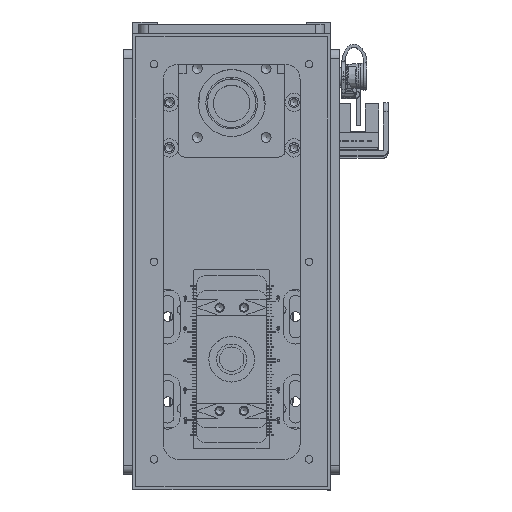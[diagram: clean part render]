
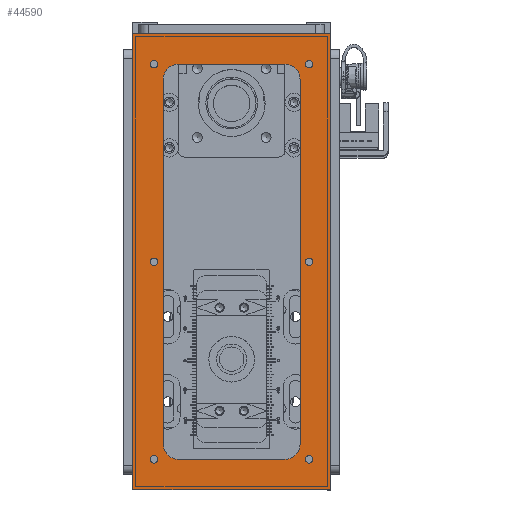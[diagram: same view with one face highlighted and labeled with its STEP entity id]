
A CAD part, top view. The second image highlights one B-rep face of the part: STEP entity #44590.
In plain terms, the highlighted planar face has unit normal (0, 0, 1).
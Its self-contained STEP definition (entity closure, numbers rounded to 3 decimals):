
#1489=FACE_BOUND('',#8566,.T.);
#1490=FACE_BOUND('',#8567,.T.);
#1491=FACE_BOUND('',#8568,.T.);
#1492=FACE_BOUND('',#8569,.T.);
#1493=FACE_BOUND('',#8570,.T.);
#1494=FACE_BOUND('',#8571,.T.);
#1495=FACE_BOUND('',#8572,.T.);
#3046=PLANE('',#48463);
#5851=FACE_OUTER_BOUND('',#8565,.T.);
#8565=EDGE_LOOP('',(#42091,#42092,#42093,#42094));
#8566=EDGE_LOOP('',(#42095));
#8567=EDGE_LOOP('',(#42096));
#8568=EDGE_LOOP('',(#42097));
#8569=EDGE_LOOP('',(#42098));
#8570=EDGE_LOOP('',(#42099));
#8571=EDGE_LOOP('',(#42100));
#8572=EDGE_LOOP('',(#42101,#42102,#42103,#42104,#42105,#42106,#42107,#42108));
#13242=LINE('',#74693,#18039);
#13248=LINE('',#74708,#18045);
#13252=LINE('',#74720,#18049);
#13255=LINE('',#74729,#18052);
#13364=LINE('',#75094,#18161);
#13368=LINE('',#75102,#18165);
#13371=LINE('',#75108,#18168);
#13374=LINE('',#75113,#18171);
#18039=VECTOR('',#59842,10.);
#18045=VECTOR('',#59856,10.);
#18049=VECTOR('',#59868,10.);
#18052=VECTOR('',#59879,10.);
#18161=VECTOR('',#60256,10.);
#18165=VECTOR('',#60262,10.);
#18168=VECTOR('',#60267,10.);
#18171=VECTOR('',#60272,10.);
#19298=CIRCLE('',#48310,5.);
#19300=CIRCLE('',#48314,5.);
#19302=CIRCLE('',#48318,5.);
#19304=CIRCLE('',#48322,5.);
#19318=CIRCLE('',#48344,1.23);
#19320=CIRCLE('',#48347,1.23);
#19322=CIRCLE('',#48350,1.23);
#19324=CIRCLE('',#48353,1.23);
#19326=CIRCLE('',#48356,1.23);
#19328=CIRCLE('',#48359,1.23);
#23355=VERTEX_POINT('',#74683);
#23356=VERTEX_POINT('',#74684);
#23359=VERTEX_POINT('',#74692);
#23361=VERTEX_POINT('',#74698);
#23362=VERTEX_POINT('',#74699);
#23365=VERTEX_POINT('',#74710);
#23366=VERTEX_POINT('',#74711);
#23369=VERTEX_POINT('',#74722);
#23383=VERTEX_POINT('',#74767);
#23385=VERTEX_POINT('',#74773);
#23387=VERTEX_POINT('',#74779);
#23389=VERTEX_POINT('',#74785);
#23391=VERTEX_POINT('',#74791);
#23393=VERTEX_POINT('',#74797);
#23491=VERTEX_POINT('',#75092);
#23492=VERTEX_POINT('',#75093);
#23495=VERTEX_POINT('',#75101);
#23497=VERTEX_POINT('',#75107);
#29491=EDGE_CURVE('',#23355,#23356,#19298,.T.);
#29495=EDGE_CURVE('',#23359,#23356,#13242,.T.);
#29498=EDGE_CURVE('',#23361,#23362,#19300,.T.);
#29503=EDGE_CURVE('',#23355,#23362,#13248,.T.);
#29504=EDGE_CURVE('',#23365,#23366,#19302,.T.);
#29509=EDGE_CURVE('',#23361,#23366,#13252,.T.);
#29510=EDGE_CURVE('',#23359,#23369,#19304,.T.);
#29514=EDGE_CURVE('',#23365,#23369,#13255,.T.);
#29533=EDGE_CURVE('',#23383,#23383,#19318,.T.);
#29536=EDGE_CURVE('',#23385,#23385,#19320,.T.);
#29539=EDGE_CURVE('',#23387,#23387,#19322,.T.);
#29542=EDGE_CURVE('',#23389,#23389,#19324,.T.);
#29545=EDGE_CURVE('',#23391,#23391,#19326,.T.);
#29548=EDGE_CURVE('',#23393,#23393,#19328,.T.);
#29695=EDGE_CURVE('',#23491,#23492,#13364,.T.);
#29699=EDGE_CURVE('',#23495,#23491,#13368,.T.);
#29702=EDGE_CURVE('',#23497,#23495,#13371,.T.);
#29705=EDGE_CURVE('',#23492,#23497,#13374,.T.);
#42091=ORIENTED_EDGE('',*,*,#29705,.F.);
#42092=ORIENTED_EDGE('',*,*,#29695,.F.);
#42093=ORIENTED_EDGE('',*,*,#29699,.F.);
#42094=ORIENTED_EDGE('',*,*,#29702,.F.);
#42095=ORIENTED_EDGE('',*,*,#29533,.T.);
#42096=ORIENTED_EDGE('',*,*,#29536,.T.);
#42097=ORIENTED_EDGE('',*,*,#29539,.T.);
#42098=ORIENTED_EDGE('',*,*,#29542,.T.);
#42099=ORIENTED_EDGE('',*,*,#29545,.T.);
#42100=ORIENTED_EDGE('',*,*,#29548,.T.);
#42101=ORIENTED_EDGE('',*,*,#29495,.T.);
#42102=ORIENTED_EDGE('',*,*,#29491,.F.);
#42103=ORIENTED_EDGE('',*,*,#29503,.T.);
#42104=ORIENTED_EDGE('',*,*,#29498,.F.);
#42105=ORIENTED_EDGE('',*,*,#29509,.T.);
#42106=ORIENTED_EDGE('',*,*,#29504,.F.);
#42107=ORIENTED_EDGE('',*,*,#29514,.T.);
#42108=ORIENTED_EDGE('',*,*,#29510,.F.);
#44590=ADVANCED_FACE('',(#5851,#1489,#1490,#1491,#1492,#1493,#1494,#1495),
#3046,.T.);
#48310=AXIS2_PLACEMENT_3D('',#74685,#59834,#59835);
#48314=AXIS2_PLACEMENT_3D('',#74700,#59847,#59848);
#48318=AXIS2_PLACEMENT_3D('',#74712,#59859,#59860);
#48322=AXIS2_PLACEMENT_3D('',#74723,#59871,#59872);
#48344=AXIS2_PLACEMENT_3D('',#74768,#59924,#59925);
#48347=AXIS2_PLACEMENT_3D('',#74774,#59931,#59932);
#48350=AXIS2_PLACEMENT_3D('',#74780,#59938,#59939);
#48353=AXIS2_PLACEMENT_3D('',#74786,#59945,#59946);
#48356=AXIS2_PLACEMENT_3D('',#74792,#59952,#59953);
#48359=AXIS2_PLACEMENT_3D('',#74798,#59959,#59960);
#48463=AXIS2_PLACEMENT_3D('',#75116,#60276,#60277);
#59834=DIRECTION('center_axis',(0.,0.,1.));
#59835=DIRECTION('ref_axis',(0.707,0.707,0.));
#59842=DIRECTION('',(1.,0.,0.));
#59847=DIRECTION('center_axis',(0.,0.,1.));
#59848=DIRECTION('ref_axis',(0.707,-0.707,0.));
#59856=DIRECTION('',(0.,-1.,0.));
#59859=DIRECTION('center_axis',(0.,0.,1.));
#59860=DIRECTION('ref_axis',(-0.707,-0.707,0.));
#59868=DIRECTION('',(-1.,0.,0.));
#59871=DIRECTION('center_axis',(0.,0.,1.));
#59872=DIRECTION('ref_axis',(-0.707,0.707,0.));
#59879=DIRECTION('',(0.,1.,0.));
#59924=DIRECTION('center_axis',(0.,0.,-1.));
#59925=DIRECTION('ref_axis',(1.,0.,0.));
#59931=DIRECTION('center_axis',(0.,0.,-1.));
#59932=DIRECTION('ref_axis',(1.,0.,0.));
#59938=DIRECTION('center_axis',(0.,0.,-1.));
#59939=DIRECTION('ref_axis',(1.,0.,0.));
#59945=DIRECTION('center_axis',(0.,0.,-1.));
#59946=DIRECTION('ref_axis',(1.,0.,0.));
#59952=DIRECTION('center_axis',(0.,0.,-1.));
#59953=DIRECTION('ref_axis',(1.,0.,0.));
#59959=DIRECTION('center_axis',(0.,0.,-1.));
#59960=DIRECTION('ref_axis',(1.,0.,0.));
#60256=DIRECTION('',(0.,1.,0.));
#60262=DIRECTION('',(-1.,0.,0.));
#60267=DIRECTION('',(0.,-1.,0.));
#60272=DIRECTION('',(1.,0.,0.));
#60276=DIRECTION('center_axis',(0.,0.,1.));
#60277=DIRECTION('ref_axis',(1.,0.,0.));
#74683=CARTESIAN_POINT('',(65.,17.5,0.));
#74684=CARTESIAN_POINT('',(60.,22.5,0.));
#74685=CARTESIAN_POINT('Origin',(60.,17.5,0.));
#74692=CARTESIAN_POINT('',(-60.,22.5,0.));
#74693=CARTESIAN_POINT('',(-32.5,22.5,0.));
#74698=CARTESIAN_POINT('',(60.,-22.5,0.));
#74699=CARTESIAN_POINT('',(65.,-17.5,0.));
#74700=CARTESIAN_POINT('Origin',(60.,-17.5,0.));
#74708=CARTESIAN_POINT('',(65.,11.25,0.));
#74710=CARTESIAN_POINT('',(-65.,-17.5,0.));
#74711=CARTESIAN_POINT('',(-60.,-22.5,0.));
#74712=CARTESIAN_POINT('Origin',(-60.,-17.5,0.));
#74720=CARTESIAN_POINT('',(32.5,-22.5,0.));
#74722=CARTESIAN_POINT('',(-65.,17.5,0.));
#74723=CARTESIAN_POINT('Origin',(-60.,17.5,0.));
#74729=CARTESIAN_POINT('',(-65.,-11.25,0.));
#74767=CARTESIAN_POINT('',(-1.23,25.5,0.));
#74768=CARTESIAN_POINT('Origin',(0.,25.5,0.));
#74773=CARTESIAN_POINT('',(63.771,-25.5,0.));
#74774=CARTESIAN_POINT('Origin',(65.,-25.5,0.));
#74779=CARTESIAN_POINT('',(-66.23,25.5,0.));
#74780=CARTESIAN_POINT('Origin',(-65.,25.5,0.));
#74785=CARTESIAN_POINT('',(-66.23,-25.5,0.));
#74786=CARTESIAN_POINT('Origin',(-65.,-25.5,0.));
#74791=CARTESIAN_POINT('',(63.771,25.5,0.));
#74792=CARTESIAN_POINT('Origin',(65.,25.5,0.));
#74797=CARTESIAN_POINT('',(-1.23,-25.5,0.));
#74798=CARTESIAN_POINT('Origin',(0.,-25.5,0.));
#75092=CARTESIAN_POINT('',(-75.,-32.5,0.));
#75093=CARTESIAN_POINT('',(-75.,32.5,0.));
#75094=CARTESIAN_POINT('',(-75.,-32.5,0.));
#75101=CARTESIAN_POINT('',(75.,-32.5,0.));
#75102=CARTESIAN_POINT('',(75.,-32.5,0.));
#75107=CARTESIAN_POINT('',(75.,32.5,0.));
#75108=CARTESIAN_POINT('',(75.,32.5,0.));
#75113=CARTESIAN_POINT('',(-75.,32.5,0.));
#75116=CARTESIAN_POINT('Origin',(0.,0.,0.));
